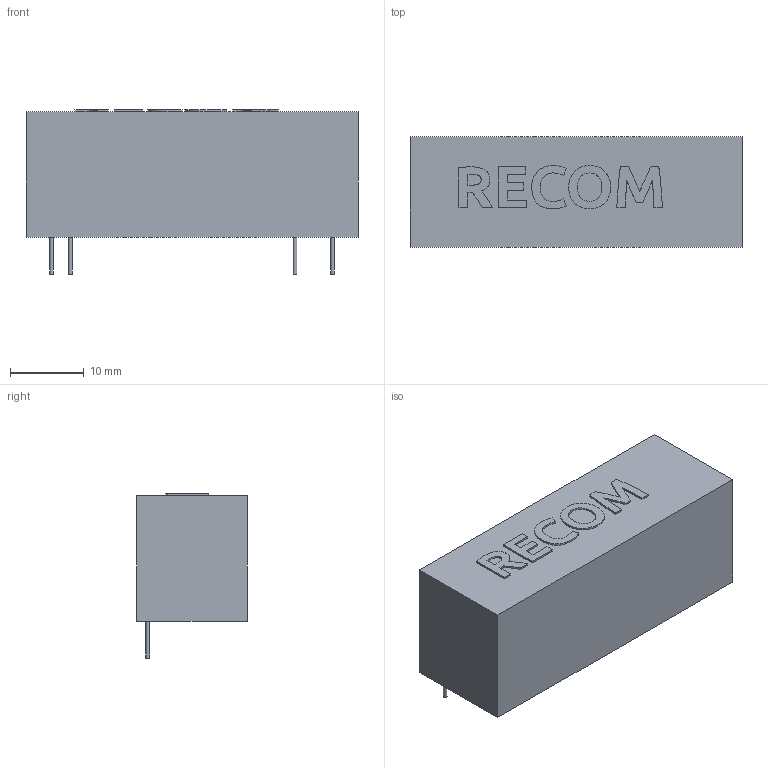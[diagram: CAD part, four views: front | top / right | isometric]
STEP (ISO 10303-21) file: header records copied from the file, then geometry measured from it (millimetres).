
FILE_DESCRIPTION(('FreeCAD Model'),'2;1');
FILE_NAME('Pad_sp_sp.step' ,'2020-10-09T01:30:33',('kicad StepUp'),('ksu MCAD'), 'Open CASCADE STEP processor 7.4','FreeCAD','Unknown');
FILE_SCHEMA(('AUTOMOTIVE_DESIGN { 1 0 10303 214 1 1 1 1 }'));
Length unit declared in the file: millimetre
Products named in the file (1): Pad_sp_sp
Bounding box: 45 x 15 x 22.25 mm (x, y, z)
Volume: 11498.3 mm3; surface area: 3458.5 mm2
Topology: 1 solids, 1 shells, 153 faces, 420 edges, 280 vertices
Faces by surface type: extrusion 106, plane 43, cylinder 4
Full cylindrical faces by diameter (mm): 0.5 x4
Entity records: 6548 total; most frequent: CARTESIAN_POINT 1979, ORIENTED_EDGE 840, EDGE_CURVE 420, DIRECTION 418, B_SPLINE_CURVE_WITH_KNOTS 318, VECTOR 306, VERTEX_POINT 280, LINE 200
